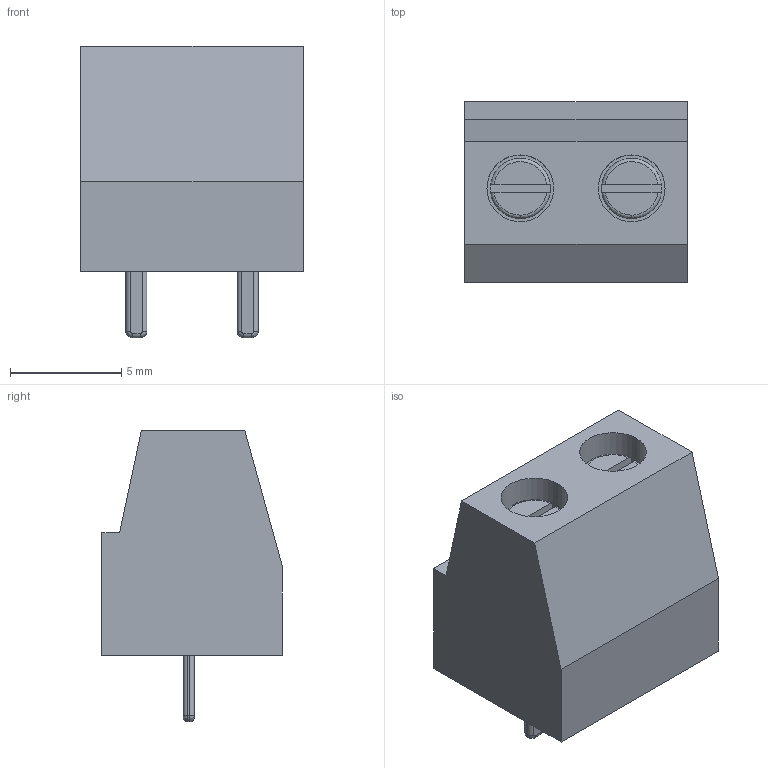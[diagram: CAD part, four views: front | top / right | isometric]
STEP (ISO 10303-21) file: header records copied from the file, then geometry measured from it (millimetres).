
FILE_DESCRIPTION (( 'STEP AP214' ), '1' );
FILE_NAME ('0BEE953F-7B65-4EB5-8ECC-E13551CE2F1F.STEP', '2024-07-01T05:55:56', ( '' ), ( '' ), 'SwSTEP 2.0', 'SolidWorks 2022', '' );
FILE_SCHEMA (( 'AUTOMOTIVE_DESIGN' ));
Length unit declared in the file: millimetre
Products named in the file (1): 0BEE953F-7B65-4EB5-8ECC-E13551CE2F1F
Bounding box: 10 x 8.1 x 13.1 mm (x, y, z)
Volume: 603.2 mm3; surface area: 757.6 mm2
Topology: 1 solids, 1 shells, 89 faces, 215 edges, 138 vertices
Faces by surface type: plane 51, cylinder 24, bspline 14
Entity records: 3592 total; most frequent: CARTESIAN_POINT 923, ORIENTED_EDGE 430, DIRECTION 405, EDGE_CURVE 215, VERTEX_POINT 138, AXIS2_PLACEMENT_3D 136, VECTOR 133, LINE 133
